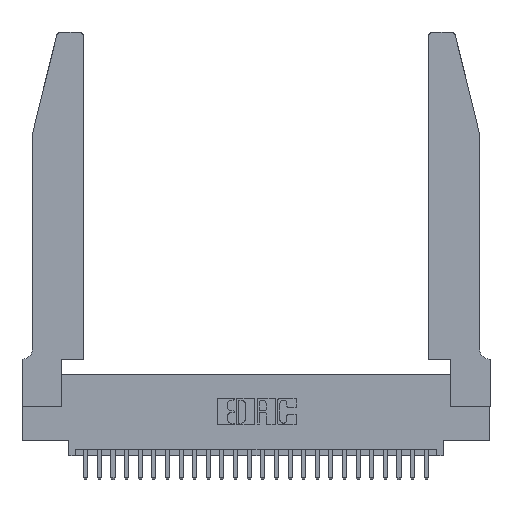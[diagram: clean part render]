
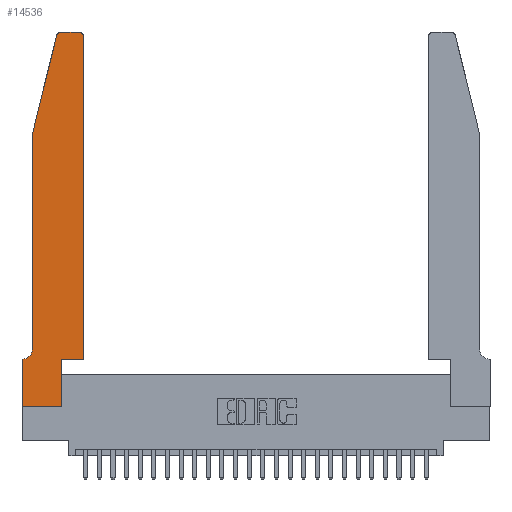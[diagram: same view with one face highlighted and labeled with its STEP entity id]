
A CAD part, top view. The second image highlights one B-rep face of the part: STEP entity #14536.
In plain terms, the highlighted planar face has unit normal (0, 0, 1).
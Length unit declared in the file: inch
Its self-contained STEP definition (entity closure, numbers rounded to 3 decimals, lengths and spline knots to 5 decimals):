
#83 = VECTOR ( 'NONE', #20324, 39.37008 ) ;
#563 = CARTESIAN_POINT ( 'NONE',  ( 0., 0., 0.37 ) ) ;
#1411 = CARTESIAN_POINT ( 'NONE',  ( 0.0755, 2., 0.37 ) ) ;
#1527 = CARTESIAN_POINT ( 'NONE',  ( 0.4205, 2.72, 0.37 ) ) ;
#2274 = DIRECTION ( 'NONE',  ( 0., 1., 0. ) ) ;
#2436 = EDGE_CURVE ( 'NONE', #16366, #9029, #16252, .T. ) ;
#2830 = CARTESIAN_POINT ( 'NONE',  ( 0.25487, 2.72718, 0.37 ) ) ;
#3127 = CIRCLE ( 'NONE', #21139, 0.07 ) ;
#3128 = CARTESIAN_POINT ( 'NONE',  ( 0.2865, 0., 0.37 ) ) ;
#3136 = EDGE_CURVE ( 'NONE', #6417, #15890, #26952, .T. ) ;
#3139 = LINE ( 'NONE', #21109, #11741 ) ;
#3190 = FACE_OUTER_BOUND ( 'NONE', #8656, .T. ) ;
#3905 = EDGE_CURVE ( 'NONE', #13769, #14800, #15214, .T. ) ;
#4470 = DIRECTION ( 'NONE',  ( 1., 0., 0. ) ) ;
#5164 = EDGE_CURVE ( 'NONE', #15890, #16366, #17157, .T. ) ;
#5344 = DIRECTION ( 'NONE',  ( -0.239, -0.971, 0. ) ) ;
#6220 = EDGE_CURVE ( 'NONE', #14800, #15364, #3127, .T. ) ;
#6417 = VERTEX_POINT ( 'NONE', #13508 ) ;
#6754 = ORIENTED_EDGE ( 'NONE', *, *, #22274, .T. ) ;
#7390 = CARTESIAN_POINT ( 'NONE',  ( 0.0755, 2., 0.37 ) ) ;
#7547 = CARTESIAN_POINT ( 'NONE',  ( 0.2605, 2.75, 0.37 ) ) ;
#7603 = EDGE_CURVE ( 'NONE', #25839, #13769, #19951, .T. ) ;
#8258 = VECTOR ( 'NONE', #5344, 39.37008 ) ;
#8644 = CARTESIAN_POINT ( 'NONE',  ( 0.4505, 0.35, 0.37 ) ) ;
#8656 = EDGE_LOOP ( 'NONE', ( #21365, #24615, #20486, #21213, #22256, #20320, #11017, #6754, #15937, #20840, #25183, #27471 ) ) ;
#8794 = CARTESIAN_POINT ( 'NONE',  ( 0.4505, 0.35, 0.37 ) ) ;
#8814 = AXIS2_PLACEMENT_3D ( 'NONE', #23807, #19432, #4470 ) ;
#9026 = VERTEX_POINT ( 'NONE', #563 ) ;
#9029 = VERTEX_POINT ( 'NONE', #15444 ) ;
#9357 = VECTOR ( 'NONE', #20432, 39.37008 ) ;
#9758 = DIRECTION ( 'NONE',  ( 1., 0., 0. ) ) ;
#10250 = DIRECTION ( 'NONE',  ( -1., 0., 0. ) ) ;
#10341 = AXIS2_PLACEMENT_3D ( 'NONE', #23093, #27480, #20870 ) ;
#10423 = CARTESIAN_POINT ( 'NONE',  ( 0.284, 2.75, 0.37 ) ) ;
#10428 = CARTESIAN_POINT ( 'NONE',  ( 0.0055, 0.42, 0.37 ) ) ;
#11017 = ORIENTED_EDGE ( 'NONE', *, *, #13838, .T. ) ;
#11304 = CARTESIAN_POINT ( 'NONE',  ( 0.0755, 0.42, 0.37 ) ) ;
#11646 = EDGE_CURVE ( 'NONE', #22908, #25839, #12855, .T. ) ;
#11741 = VECTOR ( 'NONE', #12504, 39.37008 ) ;
#11921 = LINE ( 'NONE', #15007, #18924 ) ;
#12094 = DIRECTION ( 'NONE',  ( -1., 0., 0. ) ) ;
#12504 = DIRECTION ( 'NONE',  ( -1., 0., 0. ) ) ;
#12855 = CIRCLE ( 'NONE', #8814, 0.03 ) ;
#12958 = CARTESIAN_POINT ( 'NONE',  ( 0.0055, 0.35, 0.37 ) ) ;
#13508 = CARTESIAN_POINT ( 'NONE',  ( 0.2865, 0.35, 0.37 ) ) ;
#13769 = VERTEX_POINT ( 'NONE', #15848 ) ;
#13838 = EDGE_CURVE ( 'NONE', #21270, #9026, #26417, .T. ) ;
#14536 = ADVANCED_FACE ( 'NONE', ( #3190 ), #21146, .T. ) ;
#14776 = CARTESIAN_POINT ( 'NONE',  ( 0., 0.35, 0.37 ) ) ;
#14800 = VERTEX_POINT ( 'NONE', #11304 ) ;
#15007 = CARTESIAN_POINT ( 'NONE',  ( 0.2865, 0.35, 0.37 ) ) ;
#15214 = LINE ( 'NONE', #1411, #16565 ) ;
#15364 = VERTEX_POINT ( 'NONE', #12958 ) ;
#15427 = VERTEX_POINT ( 'NONE', #3128 ) ;
#15444 = CARTESIAN_POINT ( 'NONE',  ( 0.4205, 2.75, 0.37 ) ) ;
#15848 = CARTESIAN_POINT ( 'NONE',  ( 0.0755, 2., 0.37 ) ) ;
#15890 = VERTEX_POINT ( 'NONE', #8794 ) ;
#15937 = ORIENTED_EDGE ( 'NONE', *, *, #25833, .T. ) ;
#16252 = CIRCLE ( 'NONE', #17917, 0.03 ) ;
#16302 = CARTESIAN_POINT ( 'NONE',  ( 0., 0., 0.37 ) ) ;
#16366 = VERTEX_POINT ( 'NONE', #23001 ) ;
#16565 = VECTOR ( 'NONE', #26625, 39.37008 ) ;
#17157 = LINE ( 'NONE', #22344, #26495 ) ;
#17586 = VECTOR ( 'NONE', #12094, 39.37008 ) ;
#17748 = LINE ( 'NONE', #22348, #83 ) ;
#17917 = AXIS2_PLACEMENT_3D ( 'NONE', #1527, #27113, #9758 ) ;
#18279 = VECTOR ( 'NONE', #20740, 39.37008 ) ;
#18742 = DIRECTION ( 'NONE',  ( 0., 0., -1. ) ) ;
#18924 = VECTOR ( 'NONE', #2274, 39.37008 ) ;
#19333 = EDGE_CURVE ( 'NONE', #9029, #22908, #24955, .T. ) ;
#19432 = DIRECTION ( 'NONE',  ( 0., 0., 1. ) ) ;
#19951 = LINE ( 'NONE', #7390, #8258 ) ;
#20320 = ORIENTED_EDGE ( 'NONE', *, *, #21827, .T. ) ;
#20324 = DIRECTION ( 'NONE',  ( 1., 0., 0. ) ) ;
#20432 = DIRECTION ( 'NONE',  ( 0., -1., 0. ) ) ;
#20486 = ORIENTED_EDGE ( 'NONE', *, *, #7603, .T. ) ;
#20740 = DIRECTION ( 'NONE',  ( 1., 0., 0. ) ) ;
#20840 = ORIENTED_EDGE ( 'NONE', *, *, #3136, .T. ) ;
#20870 = DIRECTION ( 'NONE',  ( 1., 0., 0. ) ) ;
#21109 = CARTESIAN_POINT ( 'NONE',  ( 0.0755, 0.35, 0.37 ) ) ;
#21139 = AXIS2_PLACEMENT_3D ( 'NONE', #10428, #18742, #10250 ) ;
#21146 = PLANE ( 'NONE',  #10341 ) ;
#21213 = ORIENTED_EDGE ( 'NONE', *, *, #3905, .T. ) ;
#21270 = VERTEX_POINT ( 'NONE', #14776 ) ;
#21365 = ORIENTED_EDGE ( 'NONE', *, *, #19333, .T. ) ;
#21827 = EDGE_CURVE ( 'NONE', #15364, #21270, #3139, .T. ) ;
#22256 = ORIENTED_EDGE ( 'NONE', *, *, #6220, .T. ) ;
#22274 = EDGE_CURVE ( 'NONE', #9026, #15427, #17748, .T. ) ;
#22344 = CARTESIAN_POINT ( 'NONE',  ( 0.4505, 0.35, 0.37 ) ) ;
#22348 = CARTESIAN_POINT ( 'NONE',  ( 0., 0., 0.37 ) ) ;
#22908 = VERTEX_POINT ( 'NONE', #10423 ) ;
#23001 = CARTESIAN_POINT ( 'NONE',  ( 0.4505, 2.72, 0.37 ) ) ;
#23093 = CARTESIAN_POINT ( 'NONE',  ( 0., 0.35, 0.37 ) ) ;
#23807 = CARTESIAN_POINT ( 'NONE',  ( 0.284, 2.72, 0.37 ) ) ;
#24508 = DIRECTION ( 'NONE',  ( 0., 1., 0. ) ) ;
#24615 = ORIENTED_EDGE ( 'NONE', *, *, #11646, .T. ) ;
#24955 = LINE ( 'NONE', #7547, #17586 ) ;
#25183 = ORIENTED_EDGE ( 'NONE', *, *, #5164, .T. ) ;
#25833 = EDGE_CURVE ( 'NONE', #15427, #6417, #11921, .T. ) ;
#25839 = VERTEX_POINT ( 'NONE', #2830 ) ;
#26417 = LINE ( 'NONE', #16302, #9357 ) ;
#26495 = VECTOR ( 'NONE', #24508, 39.37008 ) ;
#26625 = DIRECTION ( 'NONE',  ( 0., -1., 0. ) ) ;
#26952 = LINE ( 'NONE', #8644, #18279 ) ;
#27113 = DIRECTION ( 'NONE',  ( 0., 0., 1. ) ) ;
#27471 = ORIENTED_EDGE ( 'NONE', *, *, #2436, .T. ) ;
#27480 = DIRECTION ( 'NONE',  ( 0., 0., 1. ) ) ;
